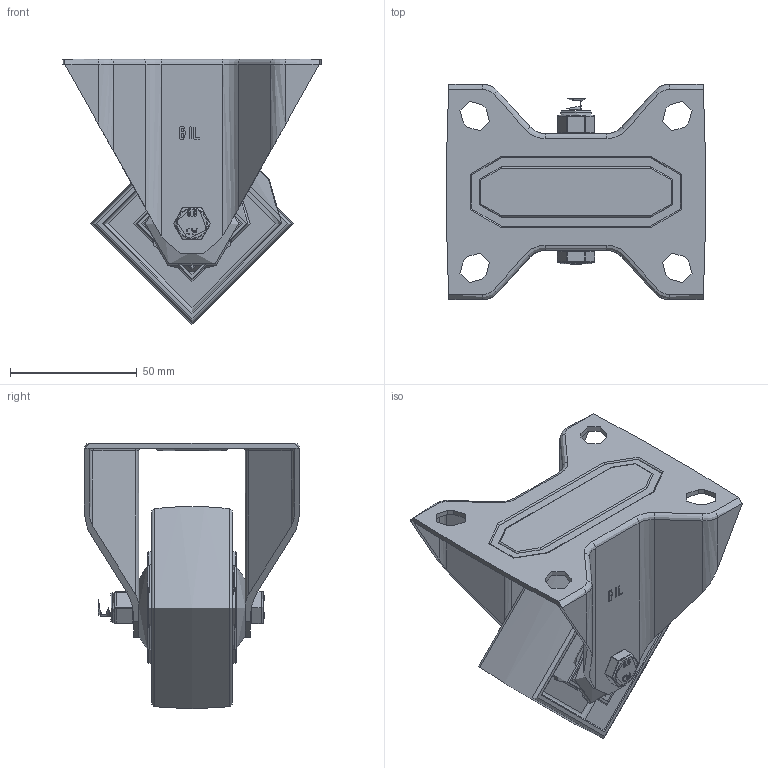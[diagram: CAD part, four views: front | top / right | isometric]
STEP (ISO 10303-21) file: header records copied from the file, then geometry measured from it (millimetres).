
FILE_DESCRIPTION(/* description */ (''),/* implementation_level */ '2;1');
FILE_NAME(/* name */ 'BZMMF80NYBJ.step',/* time_stamp */ '2024-05-20T12:14:06+01:00',/* author */ (''),/* organization */ (''),/* preprocessor_version */ 'ST-DEVELOPER v20',/* originating_system */ 'Autodesk Translation Framework v13.14.0.145',/* authorisation */ '');
FILE_SCHEMA (('AUTOMOTIVE_DESIGN { 1 0 10303 214 3 1 1 }'));
Length unit declared in the file: millimetre
Products named in the file (23): BZMMF80NYBJ; BZMM80WNYBJM8 v1; BZMM80WNYBJ; NYLON WHEEL; BEARING 6202; METAL; METAL2; Pattern; Component1; MIDDLE; RUBBER; RUBBER2; HUBCAPM8X42; HUBCAPM8X42 (1); NYLON WHEEL HUB CAP; BZMMF80AS - 42 v2; ZINC PLATED, PRESSED STEEL BRACKET; HEXBOLTM8X60Z8.8 - NEW v2; GRADE 8.8 ZINC PLATED BOLT; NYLOCM8Z v1; NYLOC NUT; NUT; RUBBER (1)
Assembly tree (30 placements, depth 6):
  BZMMF80NYBJ
    BZMM80WNYBJM8 v1
      BZMM80WNYBJ
        NYLON WHEEL
        BEARING 6202
          METAL
          METAL2
          Pattern
            Component1  x8
          MIDDLE
          RUBBER
          RUBBER2
      HUBCAPM8X42
        NYLON WHEEL HUB CAP
      HUBCAPM8X42 (1)
        NYLON WHEEL HUB CAP
    BZMMF80AS - 42 v2
      ZINC PLATED, PRESSED STEEL BRACKET
    HEXBOLTM8X60Z8.8 - NEW v2
      GRADE 8.8 ZINC PLATED BOLT
    NYLOCM8Z v1
      NYLOC NUT
        NUT
        RUBBER (1)
Bounding box: 102.3 x 85 x 105 mm (x, y, z)
Volume: 122567.1 mm3; surface area: 87654.3 mm2
Topology: 20 solids, 20 shells, 781 faces, 1924 edges, 1247 vertices
Faces by surface type: plane 280, cylinder 218, bspline 179, torus 49, sphere 48, cone 7
Full cylindrical faces by diameter (mm): 0.664 x2, 6.446 x9, 7.866 x15, 8 x2, 8.2 x2, 8.25 x2, 8.6 x2, 12 x1, 12.1 x1, 14.9 x2, 15 x1, 18 x1, 19 x2, 20 x4, 22.5 x2, 23 x2, 25 x2, 28 x2, 30 x4, 30.5 x2, 31 x4, 32 x1, 32.25 x2, 35 x2, 36 x2, 38 x2, 40 x2, 44 x2, 70 x2
Entity records: 29610 total; most frequent: CARTESIAN_POINT 12080, ORIENTED_EDGE 3678, DIRECTION 3144, EDGE_CURVE 1839, VERTEX_POINT 1205, AXIS2_PLACEMENT_3D 1165, EDGE_LOOP 894, LINE 814
